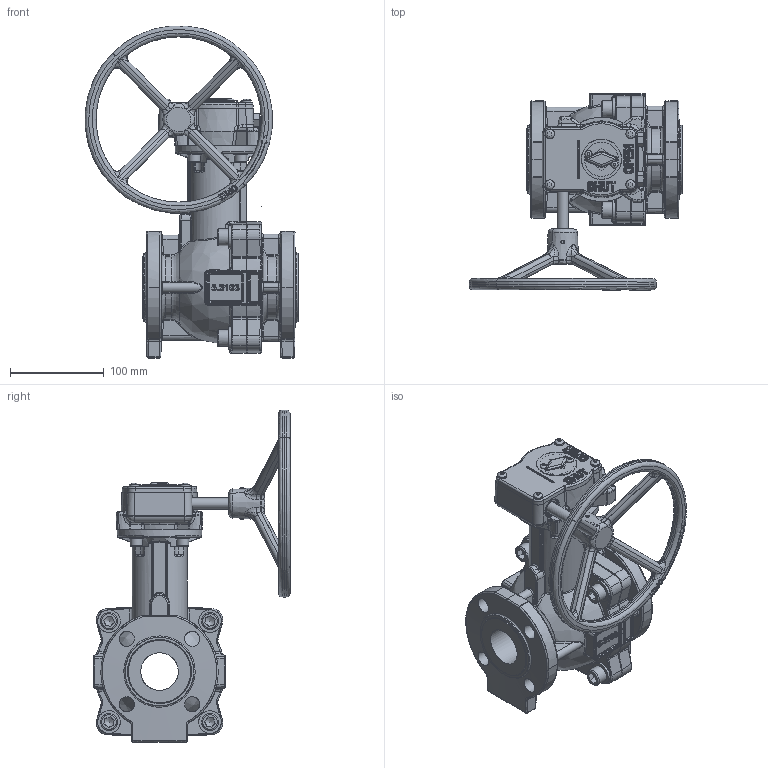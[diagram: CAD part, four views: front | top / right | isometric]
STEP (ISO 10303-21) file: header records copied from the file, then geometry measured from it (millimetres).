
FILE_DESCRIPTION(('HOOPS Exchange Step'),'2;1');
FILE_NAME('FK13011007.stp','2025-09-18T11:00:10+02:00',('nieru'),('Unknown organisation'),'HOOPS Exchange 2024.2','HOOPS Exchange','Unknown authorisation');
FILE_SCHEMA( ('AP203_CONFIGURATION_CONTROLLED_3D_DESIGN_OF_MECHANICAL_PARTS_AND_ASSEMBLIES_MIM_LF') );
Length unit declared in the file: millimetre
Products named in the file (4): 0; root
Assembly tree (3 placements, depth 3):
  root
    0
      0
      0
Bounding box: 227.49 x 209.22 x 353.62 mm (x, y, z)
Volume: 476890.9 mm3
Topology: 23 solids, 1074 shells, 2600 faces, 9296 edges, 7621 vertices
Faces by surface type: bspline 844, cylinder 741, plane 661, sphere 130, cone 123, torus 76, extrusion 25
Full cylindrical faces by diameter (mm): 2.2 x4, 4 x1, 4.134 x1, 6.647 x4, 7.6 x2, 8 x6, 8.376 x4, 9 x4, 10 x4, 12 x6, 13 x8, 13.533 x1, 14.8 x4, 16 x8, 18 x4, 20 x2, 21 x1, 24 x4, 38 x2, 43 x1, 55 x1, 66.5 x2, 68 x2, 73 x2, 90 x1, 131 x1, 139 x2
Entity records: 255486 total; most frequent: CARTESIAN_POINT 190884, ORIENTED_EDGE 12648, EDGE_CURVE 9134, DIRECTION 7826, VERTEX_POINT 7610, B_SPLINE_CURVE_WITH_KNOTS 5422, AXIS2_PLACEMENT_3D 2841, EDGE_LOOP 2755
